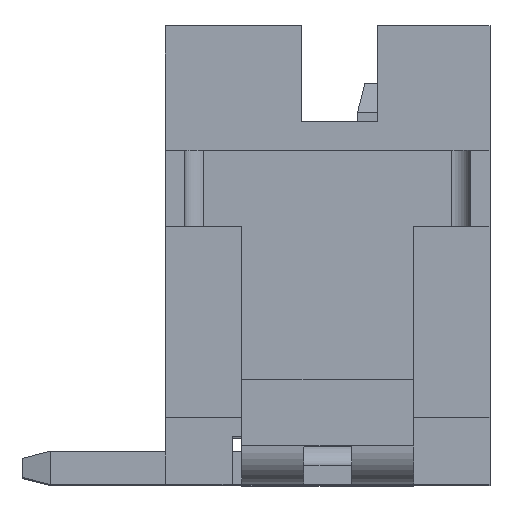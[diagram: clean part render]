
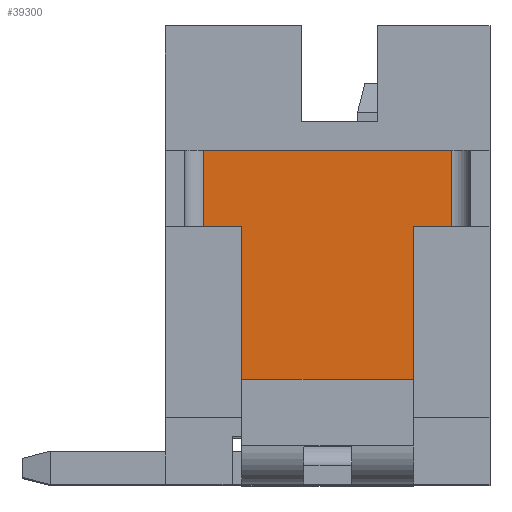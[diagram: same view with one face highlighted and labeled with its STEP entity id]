
A CAD part, top view. The second image highlights one B-rep face of the part: STEP entity #39300.
In plain terms, the highlighted planar face has unit normal (0, 0, 1).
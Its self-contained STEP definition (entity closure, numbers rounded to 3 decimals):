
#33570=CARTESIAN_POINT('',(0.783,1.47,10.4));
#33580=VERTEX_POINT('',#33570);
#33610=CARTESIAN_POINT('',(0.783,1.47,10.4));
#33620=DIRECTION('',(-1.,0.,0.));
#33630=VECTOR('',#33620,1.);
#33640=LINE('',#33610,#33630);
#33650=CARTESIAN_POINT('',(-1.817,1.47,10.4));
#33660=VERTEX_POINT('',#33650);
#33670=EDGE_CURVE('',#33580,#33660,#33640,.T.);
#34620=CARTESIAN_POINT('',(0.783,0.67,10.4));
#34630=VERTEX_POINT('',#34620);
#34660=CARTESIAN_POINT('',(0.783,1.47,10.4));
#34670=DIRECTION('',(0.,-1.,0.));
#34680=VECTOR('',#34670,1.);
#34690=LINE('',#34660,#34680);
#34700=EDGE_CURVE('',#33580,#34630,#34690,.T.);
#35100=CARTESIAN_POINT('',(0.683,0.67,10.4));
#35110=VERTEX_POINT('',#35100);
#35140=CARTESIAN_POINT('',(0.783,0.67,10.4));
#35150=DIRECTION('',(-1.,0.,0.));
#35160=VECTOR('',#35150,1.);
#35170=LINE('',#35140,#35160);
#35180=EDGE_CURVE('',#34630,#35110,#35170,.T.);
#36900=CARTESIAN_POINT('',(0.483,-1.03,10.4));
#36910=VERTEX_POINT('',#36900);
#36940=CARTESIAN_POINT('',(0.469,-0.83,10.4));
#36950=DIRECTION('',(0.,0.,1.));
#36960=DIRECTION('',(0.071,-0.998,0.));
#36970=AXIS2_PLACEMENT_3D('',#36940,#36950,#36960);
#36980=CIRCLE('',#36970,0.2);
#36990=CARTESIAN_POINT('',(0.665,-0.87,10.4));
#37000=VERTEX_POINT('',#36990);
#37010=EDGE_CURVE('',#36910,#37000,#36980,.T.);
#37240=CARTESIAN_POINT('',(0.383,-1.03,10.4));
#37250=VERTEX_POINT('',#37240);
#37280=CARTESIAN_POINT('',(0.383,-1.03,10.4));
#37290=DIRECTION('',(1.,0.,0.));
#37300=VECTOR('',#37290,1.);
#37310=LINE('',#37280,#37300);
#37320=EDGE_CURVE('',#37250,#36910,#37310,.T.);
#37370=CARTESIAN_POINT('',(-2.217,1.47,10.4));
#37380=DIRECTION('',(0.,0.,-1.));
#37390=DIRECTION('',(0.,1.,0.));
#37400=AXIS2_PLACEMENT_3D('',#37370,#37380,#37390);
#37410=PLANE('',#37400);
#37420=CARTESIAN_POINT('',(-1.517,-1.03,10.4));
#37430=DIRECTION('',(1.,0.,0.));
#37440=VECTOR('',#37430,1.);
#37450=LINE('',#37420,#37440);
#37460=CARTESIAN_POINT('',(-1.517,-1.03,10.4));
#37470=VERTEX_POINT('',#37460);
#37480=CARTESIAN_POINT('',(-1.417,-1.03,10.4));
#37490=VERTEX_POINT('',#37480);
#37500=EDGE_CURVE('',#37470,#37490,#37450,.T.);
#37510=ORIENTED_EDGE('',*,*,#37500,.T.);
#37520=CARTESIAN_POINT('',(-1.503,-0.83,10.4));
#37530=DIRECTION('',(0.,0.,1.));
#37540=DIRECTION('',(-0.981,-0.196,0.));
#37550=AXIS2_PLACEMENT_3D('',#37520,#37530,#37540);
#37560=CIRCLE('',#37550,0.2);
#37570=CARTESIAN_POINT('',(-1.699,-0.87,10.4));
#37580=VERTEX_POINT('',#37570);
#37590=EDGE_CURVE('',#37580,#37470,#37560,.T.);
#37600=ORIENTED_EDGE('',*,*,#37590,.T.);
#37610=CARTESIAN_POINT('',(-1.717,-0.78,10.4));
#37620=DIRECTION('',(0.196,-0.981,0.));
#37630=VECTOR('',#37620,1.);
#37640=LINE('',#37610,#37630);
#37650=CARTESIAN_POINT('',(-1.717,-0.78,10.4));
#37660=VERTEX_POINT('',#37650);
#37670=EDGE_CURVE('',#37660,#37580,#37640,.T.);
#37680=ORIENTED_EDGE('',*,*,#37670,.T.);
#37690=CARTESIAN_POINT('',(-1.717,-0.78,10.4));
#37700=DIRECTION('',(0.,1.,0.));
#37710=VECTOR('',#37700,1.);
#37720=LINE('',#37690,#37710);
#37730=CARTESIAN_POINT('',(-1.717,-0.53,10.4));
#37740=VERTEX_POINT('',#37730);
#37750=EDGE_CURVE('',#37660,#37740,#37720,.T.);
#37760=ORIENTED_EDGE('',*,*,#37750,.F.);
#37770=CARTESIAN_POINT('',(-1.667,-0.53,10.4));
#37780=DIRECTION('',(-1.,0.,0.));
#37790=VECTOR('',#37780,1.);
#37800=LINE('',#37770,#37790);
#37810=CARTESIAN_POINT('',(-1.667,-0.53,10.4));
#37820=VERTEX_POINT('',#37810);
#37830=EDGE_CURVE('',#37820,#37740,#37800,.T.);
#37840=ORIENTED_EDGE('',*,*,#37830,.T.);
#37850=CARTESIAN_POINT('',(-1.717,-0.364,10.4));
#37860=DIRECTION('',(0.287,-0.958,0.));
#37870=VECTOR('',#37860,1.);
#37880=LINE('',#37850,#37870);
#37890=CARTESIAN_POINT('',(-1.717,-0.364,10.4));
#37900=VERTEX_POINT('',#37890);
#37910=EDGE_CURVE('',#37900,#37820,#37880,.T.);
#37920=ORIENTED_EDGE('',*,*,#37910,.T.);
#37930=CARTESIAN_POINT('',(-1.717,-0.364,10.4));
#37940=DIRECTION('',(0.,1.,0.));
#37950=VECTOR('',#37940,1.);
#37960=LINE('',#37930,#37950);
#37970=CARTESIAN_POINT('',(-1.717,-0.03,10.4));
#37980=VERTEX_POINT('',#37970);
#37990=EDGE_CURVE('',#37900,#37980,#37960,.T.);
#38000=ORIENTED_EDGE('',*,*,#37990,.F.);
#38010=CARTESIAN_POINT('',(-1.667,-0.03,10.4));
#38020=DIRECTION('',(-1.,0.,0.));
#38030=VECTOR('',#38020,1.);
#38040=LINE('',#38010,#38030);
#38050=CARTESIAN_POINT('',(-1.667,-0.03,10.4));
#38060=VERTEX_POINT('',#38050);
#38070=EDGE_CURVE('',#38060,#37980,#38040,.T.);
#38080=ORIENTED_EDGE('',*,*,#38070,.T.);
#38090=CARTESIAN_POINT('',(-1.667,0.67,10.4));
#38100=DIRECTION('',(0.,-1.,0.));
#38110=VECTOR('',#38100,1.);
#38120=LINE('',#38090,#38110);
#38130=CARTESIAN_POINT('',(-1.667,0.67,10.4));
#38140=VERTEX_POINT('',#38130);
#38150=EDGE_CURVE('',#38140,#38060,#38120,.T.);
#38160=ORIENTED_EDGE('',*,*,#38150,.T.);
#38170=CARTESIAN_POINT('',(-1.667,0.67,10.4));
#38180=DIRECTION('',(-1.,0.,0.));
#38190=VECTOR('',#38180,1.);
#38200=LINE('',#38170,#38190);
#38210=CARTESIAN_POINT('',(-1.717,0.67,10.4));
#38220=VERTEX_POINT('',#38210);
#38230=EDGE_CURVE('',#38140,#38220,#38200,.T.);
#38240=ORIENTED_EDGE('',*,*,#38230,.F.);
#38250=CARTESIAN_POINT('',(-1.717,0.67,10.4));
#38260=DIRECTION('',(-1.,0.,0.));
#38270=VECTOR('',#38260,1.);
#38280=LINE('',#38250,#38270);
#38290=CARTESIAN_POINT('',(-1.817,0.67,10.4));
#38300=VERTEX_POINT('',#38290);
#38310=EDGE_CURVE('',#38220,#38300,#38280,.T.);
#38320=ORIENTED_EDGE('',*,*,#38310,.F.);
#38330=CARTESIAN_POINT('',(-1.817,0.67,10.4));
#38340=DIRECTION('',(0.,1.,0.));
#38350=VECTOR('',#38340,1.);
#38360=LINE('',#38330,#38350);
#38370=EDGE_CURVE('',#38300,#33660,#38360,.T.);
#38380=ORIENTED_EDGE('',*,*,#38370,.F.);
#38390=ORIENTED_EDGE('',*,*,#33670,.T.);
#38400=ORIENTED_EDGE('',*,*,#34700,.F.);
#38410=ORIENTED_EDGE('',*,*,#35180,.F.);
#38420=CARTESIAN_POINT('',(0.683,0.67,10.4));
#38430=DIRECTION('',(-1.,0.,0.));
#38440=VECTOR('',#38430,1.);
#38450=LINE('',#38420,#38440);
#38460=CARTESIAN_POINT('',(0.633,0.67,10.4));
#38470=VERTEX_POINT('',#38460);
#38480=EDGE_CURVE('',#35110,#38470,#38450,.T.);
#38490=ORIENTED_EDGE('',*,*,#38480,.F.);
#38500=CARTESIAN_POINT('',(0.633,-0.03,10.4));
#38510=DIRECTION('',(0.,1.,0.));
#38520=VECTOR('',#38510,1.);
#38530=LINE('',#38500,#38520);
#38540=CARTESIAN_POINT('',(0.633,-0.03,10.4));
#38550=VERTEX_POINT('',#38540);
#38560=EDGE_CURVE('',#38550,#38470,#38530,.T.);
#38570=ORIENTED_EDGE('',*,*,#38560,.T.);
#38580=CARTESIAN_POINT('',(0.683,-0.03,10.4));
#38590=DIRECTION('',(-1.,0.,0.));
#38600=VECTOR('',#38590,1.);
#38610=LINE('',#38580,#38600);
#38620=CARTESIAN_POINT('',(0.683,-0.03,10.4));
#38630=VERTEX_POINT('',#38620);
#38640=EDGE_CURVE('',#38630,#38550,#38610,.T.);
#38650=ORIENTED_EDGE('',*,*,#38640,.T.);
#38660=CARTESIAN_POINT('',(0.683,-0.03,10.4));
#38670=DIRECTION('',(0.,-1.,0.));
#38680=VECTOR('',#38670,1.);
#38690=LINE('',#38660,#38680);
#38700=CARTESIAN_POINT('',(0.683,-0.364,10.4));
#38710=VERTEX_POINT('',#38700);
#38720=EDGE_CURVE('',#38630,#38710,#38690,.T.);
#38730=ORIENTED_EDGE('',*,*,#38720,.F.);
#38740=CARTESIAN_POINT('',(0.633,-0.53,10.4));
#38750=DIRECTION('',(0.287,0.958,0.));
#38760=VECTOR('',#38750,1.);
#38770=LINE('',#38740,#38760);
#38780=CARTESIAN_POINT('',(0.633,-0.53,10.4));
#38790=VERTEX_POINT('',#38780);
#38800=EDGE_CURVE('',#38790,#38710,#38770,.T.);
#38810=ORIENTED_EDGE('',*,*,#38800,.T.);
#38820=CARTESIAN_POINT('',(0.683,-0.53,10.4));
#38830=DIRECTION('',(-1.,0.,0.));
#38840=VECTOR('',#38830,1.);
#38850=LINE('',#38820,#38840);
#38860=CARTESIAN_POINT('',(0.683,-0.53,10.4));
#38870=VERTEX_POINT('',#38860);
#38880=EDGE_CURVE('',#38870,#38790,#38850,.T.);
#38890=ORIENTED_EDGE('',*,*,#38880,.T.);
#38900=CARTESIAN_POINT('',(0.683,-0.53,10.4));
#38910=DIRECTION('',(0.,-1.,0.));
#38920=VECTOR('',#38910,1.);
#38930=LINE('',#38900,#38920);
#38940=CARTESIAN_POINT('',(0.683,-0.78,10.4));
#38950=VERTEX_POINT('',#38940);
#38960=EDGE_CURVE('',#38870,#38950,#38930,.T.);
#38970=ORIENTED_EDGE('',*,*,#38960,.F.);
#38980=CARTESIAN_POINT('',(0.665,-0.87,10.4));
#38990=DIRECTION('',(0.196,0.981,0.));
#39000=VECTOR('',#38990,1.);
#39010=LINE('',#38980,#39000);
#39020=EDGE_CURVE('',#37000,#38950,#39010,.T.);
#39030=ORIENTED_EDGE('',*,*,#39020,.T.);
#39040=ORIENTED_EDGE('',*,*,#37010,.T.);
#39050=ORIENTED_EDGE('',*,*,#37320,.T.);
#39060=CARTESIAN_POINT('',(0.383,-1.63,10.4));
#39070=DIRECTION('',(0.,1.,0.));
#39080=VECTOR('',#39070,1.);
#39090=LINE('',#39060,#39080);
#39100=CARTESIAN_POINT('',(0.383,-1.63,10.4));
#39110=VERTEX_POINT('',#39100);
#39120=EDGE_CURVE('',#39110,#37250,#39090,.T.);
#39130=ORIENTED_EDGE('',*,*,#39120,.T.);
#39140=CARTESIAN_POINT('',(0.383,-1.63,10.4));
#39150=DIRECTION('',(-1.,0.,0.));
#39160=VECTOR('',#39150,1.);
#39170=LINE('',#39140,#39160);
#39180=CARTESIAN_POINT('',(-1.417,-1.63,10.4));
#39190=VERTEX_POINT('',#39180);
#39200=EDGE_CURVE('',#39110,#39190,#39170,.T.);
#39210=ORIENTED_EDGE('',*,*,#39200,.F.);
#39220=CARTESIAN_POINT('',(-1.417,-1.03,10.4));
#39230=DIRECTION('',(0.,-1.,0.));
#39240=VECTOR('',#39230,1.);
#39250=LINE('',#39220,#39240);
#39260=EDGE_CURVE('',#37490,#39190,#39250,.T.);
#39270=ORIENTED_EDGE('',*,*,#39260,.T.);
#39280=EDGE_LOOP('',(#39270,#39210,#39130,#39050,#39040,#39030,#38970,
#38890,#38810,#38730,#38650,#38570,#38490,#38410,#38400,#38390,#38380,
#38320,#38240,#38160,#38080,#38000,#37920,#37840,#37760,#37680,#37600,
#37510));
#39290=FACE_OUTER_BOUND('',#39280,.T.);
#39300=ADVANCED_FACE('',(#39290),#37410,.F.);
